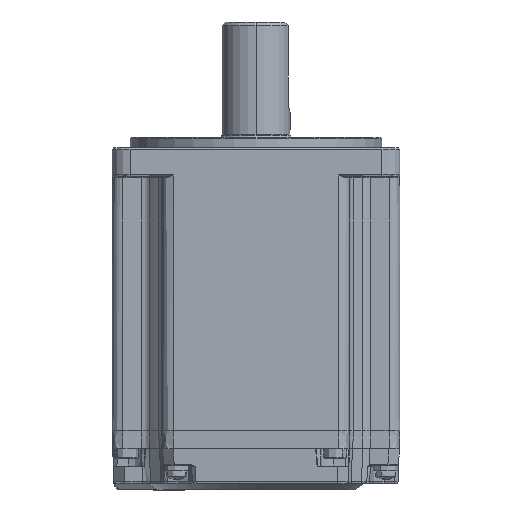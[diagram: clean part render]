
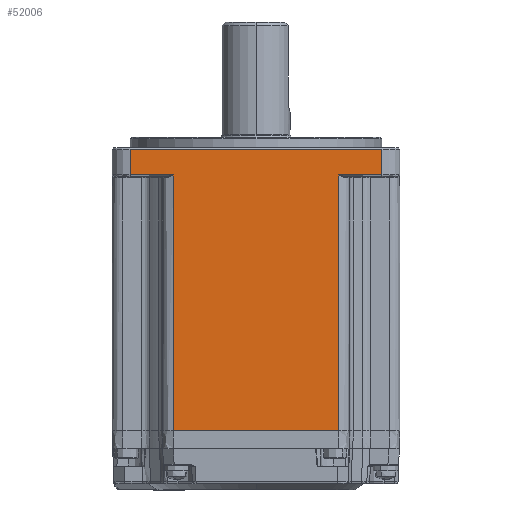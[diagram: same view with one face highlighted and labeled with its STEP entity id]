
A CAD part, front view. The second image highlights one B-rep face of the part: STEP entity #52006.
In plain terms, the highlighted planar face has unit normal (0, -1, 0).
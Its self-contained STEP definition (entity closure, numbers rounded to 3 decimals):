
#54 = DIRECTION ( 'NONE',  ( -1., 0., 0. ) ) ;
#544 = DIRECTION ( 'NONE',  ( 0., 0., 1. ) ) ;
#995 = CARTESIAN_POINT ( 'NONE',  ( -40., -40., 0.5 ) ) ;
#1024 = VERTEX_POINT ( 'NONE', #52684 ) ;
#1468 = CARTESIAN_POINT ( 'NONE',  ( -35., -40., 0.5 ) ) ;
#1596 = LINE ( 'NONE', #41652, #56821 ) ;
#3013 = VECTOR ( 'NONE', #44693, 1000. ) ;
#4285 = EDGE_CURVE ( 'NONE', #46448, #58127, #9530, .T. ) ;
#4580 = DIRECTION ( 'NONE',  ( -1., 0., 0. ) ) ;
#5094 = VERTEX_POINT ( 'NONE', #33285 ) ;
#5344 = PLANE ( 'NONE',  #21782 ) ;
#6801 = VERTEX_POINT ( 'NONE', #55248 ) ;
#7365 = LINE ( 'NONE', #995, #34749 ) ;
#7718 = VECTOR ( 'NONE', #32218, 1000. ) ;
#7860 = CARTESIAN_POINT ( 'NONE',  ( -40., -40., 0.5 ) ) ;
#8347 = VECTOR ( 'NONE', #54, 1000. ) ;
#9530 = LINE ( 'NONE', #14346, #10823 ) ;
#9650 = CARTESIAN_POINT ( 'NONE',  ( -35., -40., 7.5 ) ) ;
#9754 = EDGE_CURVE ( 'NONE', #35202, #46626, #16123, .T. ) ;
#9840 = EDGE_CURVE ( 'NONE', #6801, #5094, #40189, .T. ) ;
#10823 = VECTOR ( 'NONE', #62138, 1000. ) ;
#11152 = ORIENTED_EDGE ( 'NONE', *, *, #14566, .T. ) ;
#11204 = EDGE_CURVE ( 'NONE', #58127, #1024, #7365, .T. ) ;
#14346 = CARTESIAN_POINT ( 'NONE',  ( 23., -40., 8. ) ) ;
#14566 = EDGE_CURVE ( 'NONE', #58153, #35202, #23451, .T. ) ;
#16123 = LINE ( 'NONE', #45955, #3013 ) ;
#20439 = ORIENTED_EDGE ( 'NONE', *, *, #11204, .T. ) ;
#21726 = VECTOR ( 'NONE', #4580, 1000. ) ;
#21782 = AXIS2_PLACEMENT_3D ( 'NONE', #63360, #44460, #544 ) ;
#23451 = LINE ( 'NONE', #9650, #8347 ) ;
#26835 = CARTESIAN_POINT ( 'NONE',  ( 23., -40., -70.5 ) ) ;
#27270 = EDGE_CURVE ( 'NONE', #46448, #5094, #43057, .T. ) ;
#32218 = DIRECTION ( 'NONE',  ( 1., 0., 0. ) ) ;
#33285 = CARTESIAN_POINT ( 'NONE',  ( -23., -40., -70.5 ) ) ;
#33328 = EDGE_LOOP ( 'NONE', ( #46384, #11152, #42347, #45560, #50114, #57654, #38993, #20439 ) ) ;
#34261 = EDGE_CURVE ( 'NONE', #46626, #6801, #46045, .T. ) ;
#34749 = VECTOR ( 'NONE', #40091, 1000. ) ;
#35202 = VERTEX_POINT ( 'NONE', #52528 ) ;
#35379 = DIRECTION ( 'NONE',  ( 0., 0., -1. ) ) ;
#35575 = CARTESIAN_POINT ( 'NONE',  ( 35., -40., 7.5 ) ) ;
#37605 = CARTESIAN_POINT ( 'NONE',  ( -26., -40., -70.5 ) ) ;
#38993 = ORIENTED_EDGE ( 'NONE', *, *, #4285, .T. ) ;
#39448 = CARTESIAN_POINT ( 'NONE',  ( 23., -40., 0.5 ) ) ;
#40091 = DIRECTION ( 'NONE',  ( 1., 0., 0. ) ) ;
#40189 = LINE ( 'NONE', #59743, #40893 ) ;
#40893 = VECTOR ( 'NONE', #35379, 1000. ) ;
#41652 = CARTESIAN_POINT ( 'NONE',  ( 35., -40., 8. ) ) ;
#42347 = ORIENTED_EDGE ( 'NONE', *, *, #9754, .T. ) ;
#43057 = LINE ( 'NONE', #37605, #21726 ) ;
#44460 = DIRECTION ( 'NONE',  ( 0., 1., 0. ) ) ;
#44693 = DIRECTION ( 'NONE',  ( 0., 0., -1. ) ) ;
#45560 = ORIENTED_EDGE ( 'NONE', *, *, #34261, .T. ) ;
#45955 = CARTESIAN_POINT ( 'NONE',  ( -35., -40., 8. ) ) ;
#46045 = LINE ( 'NONE', #7860, #7718 ) ;
#46384 = ORIENTED_EDGE ( 'NONE', *, *, #63241, .T. ) ;
#46448 = VERTEX_POINT ( 'NONE', #26835 ) ;
#46626 = VERTEX_POINT ( 'NONE', #1468 ) ;
#49270 = FACE_OUTER_BOUND ( 'NONE', #33328, .T. ) ;
#50114 = ORIENTED_EDGE ( 'NONE', *, *, #9840, .T. ) ;
#52006 = ADVANCED_FACE ( 'NONE', ( #49270 ), #5344, .F. ) ;
#52528 = CARTESIAN_POINT ( 'NONE',  ( -35., -40., 7.5 ) ) ;
#52684 = CARTESIAN_POINT ( 'NONE',  ( 35., -40., 0.5 ) ) ;
#55248 = CARTESIAN_POINT ( 'NONE',  ( -23., -40., 0.5 ) ) ;
#56821 = VECTOR ( 'NONE', #61192, 1000. ) ;
#57654 = ORIENTED_EDGE ( 'NONE', *, *, #27270, .F. ) ;
#58127 = VERTEX_POINT ( 'NONE', #39448 ) ;
#58153 = VERTEX_POINT ( 'NONE', #35575 ) ;
#59743 = CARTESIAN_POINT ( 'NONE',  ( -23., -40., 8. ) ) ;
#61192 = DIRECTION ( 'NONE',  ( 0., 0., 1. ) ) ;
#62138 = DIRECTION ( 'NONE',  ( 0., 0., 1. ) ) ;
#63241 = EDGE_CURVE ( 'NONE', #1024, #58153, #1596, .T. ) ;
#63360 = CARTESIAN_POINT ( 'NONE',  ( -40., -40., 8. ) ) ;
